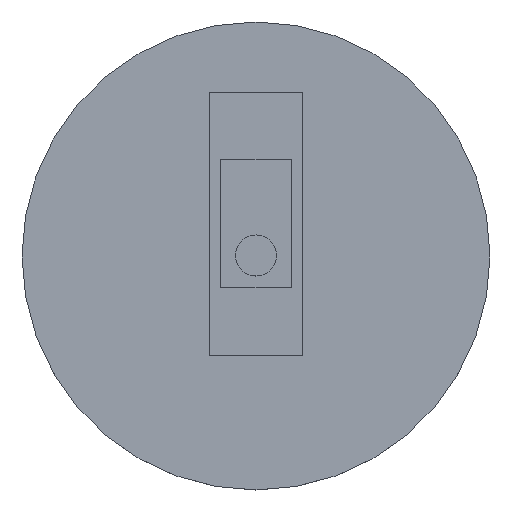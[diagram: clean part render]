
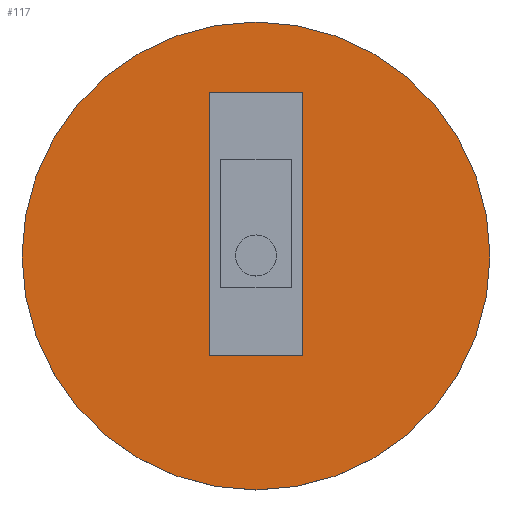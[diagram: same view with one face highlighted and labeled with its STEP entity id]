
A CAD part, top view. The second image highlights one B-rep face of the part: STEP entity #117.
In plain terms, the highlighted planar face has unit normal (0, 0, 1).
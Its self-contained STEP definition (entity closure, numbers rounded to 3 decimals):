
#11 = EDGE_CURVE ( 'NONE', #200, #141, #295, .T. ) ;
#16 = VERTEX_POINT ( 'NONE', #223 ) ;
#19 = DIRECTION ( 'NONE',  ( 0., -1., 0. ) ) ;
#44 = DIRECTION ( 'NONE',  ( 1., 0., 0. ) ) ;
#60 = CARTESIAN_POINT ( 'NONE',  ( 8., 28., 4. ) ) ;
#66 = VECTOR ( 'NONE', #19, 1000. ) ;
#83 = AXIS2_PLACEMENT_3D ( 'NONE', #471, #99, #534 ) ;
#92 = VERTEX_POINT ( 'NONE', #340 ) ;
#99 = DIRECTION ( 'NONE',  ( 0., 0., 1. ) ) ;
#117 = ADVANCED_FACE ( 'NONE', ( #338, #173 ), #305, .T. ) ;
#124 = CARTESIAN_POINT ( 'NONE',  ( -8., -17., 4. ) ) ;
#126 = ORIENTED_EDGE ( 'NONE', *, *, #470, .F. ) ;
#135 = CARTESIAN_POINT ( 'NONE',  ( -8., -17., 4. ) ) ;
#141 = VERTEX_POINT ( 'NONE', #332 ) ;
#144 = CARTESIAN_POINT ( 'NONE',  ( 40., 0., 4. ) ) ;
#145 = AXIS2_PLACEMENT_3D ( 'NONE', #385, #297, #304 ) ;
#161 = CARTESIAN_POINT ( 'NONE',  ( 0., 0., 4. ) ) ;
#173 = FACE_OUTER_BOUND ( 'NONE', #365, .T. ) ;
#182 = EDGE_CURVE ( 'NONE', #16, #468, #293, .T. ) ;
#194 = VECTOR ( 'NONE', #44, 1000. ) ;
#200 = VERTEX_POINT ( 'NONE', #124 ) ;
#205 = EDGE_CURVE ( 'NONE', #92, #492, #415, .T. ) ;
#206 = CARTESIAN_POINT ( 'NONE',  ( -8., 28., 4. ) ) ;
#223 = CARTESIAN_POINT ( 'NONE',  ( 8., 28., 4. ) ) ;
#239 = EDGE_LOOP ( 'NONE', ( #126, #405, #246, #321 ) ) ;
#246 = ORIENTED_EDGE ( 'NONE', *, *, #446, .F. ) ;
#265 = ORIENTED_EDGE ( 'NONE', *, *, #509, .T. ) ;
#286 = DIRECTION ( 'NONE',  ( 1., 0., 0. ) ) ;
#287 = VECTOR ( 'NONE', #457, 1000. ) ;
#292 = ORIENTED_EDGE ( 'NONE', *, *, #205, .T. ) ;
#293 = LINE ( 'NONE', #206, #287 ) ;
#295 = LINE ( 'NONE', #135, #194 ) ;
#297 = DIRECTION ( 'NONE',  ( 0., 0., 1. ) ) ;
#304 = DIRECTION ( 'NONE',  ( 1., 0., 0. ) ) ;
#305 = PLANE ( 'NONE',  #83 ) ;
#321 = ORIENTED_EDGE ( 'NONE', *, *, #11, .F. ) ;
#332 = CARTESIAN_POINT ( 'NONE',  ( 8., -17., 4. ) ) ;
#338 = FACE_BOUND ( 'NONE', #239, .T. ) ;
#340 = CARTESIAN_POINT ( 'NONE',  ( -40., 0., 4. ) ) ;
#350 = LINE ( 'NONE', #60, #355 ) ;
#355 = VECTOR ( 'NONE', #513, 1000. ) ;
#365 = EDGE_LOOP ( 'NONE', ( #292, #265 ) ) ;
#376 = DIRECTION ( 'NONE',  ( 0., 0., 1. ) ) ;
#385 = CARTESIAN_POINT ( 'NONE',  ( 0., 0., 4. ) ) ;
#405 = ORIENTED_EDGE ( 'NONE', *, *, #182, .F. ) ;
#415 = CIRCLE ( 'NONE', #516, 40. ) ;
#418 = LINE ( 'NONE', #510, #66 ) ;
#446 = EDGE_CURVE ( 'NONE', #141, #16, #350, .T. ) ;
#457 = DIRECTION ( 'NONE',  ( -1., 0., 0. ) ) ;
#468 = VERTEX_POINT ( 'NONE', #469 ) ;
#469 = CARTESIAN_POINT ( 'NONE',  ( -8., 28., 4. ) ) ;
#470 = EDGE_CURVE ( 'NONE', #468, #200, #418, .T. ) ;
#471 = CARTESIAN_POINT ( 'NONE',  ( 0., 0., 4. ) ) ;
#492 = VERTEX_POINT ( 'NONE', #144 ) ;
#507 = CIRCLE ( 'NONE', #145, 40. ) ;
#509 = EDGE_CURVE ( 'NONE', #492, #92, #507, .T. ) ;
#510 = CARTESIAN_POINT ( 'NONE',  ( -8., 28., 4. ) ) ;
#513 = DIRECTION ( 'NONE',  ( 0., 1., 0. ) ) ;
#516 = AXIS2_PLACEMENT_3D ( 'NONE', #161, #376, #286 ) ;
#534 = DIRECTION ( 'NONE',  ( 1., 0., 0. ) ) ;
